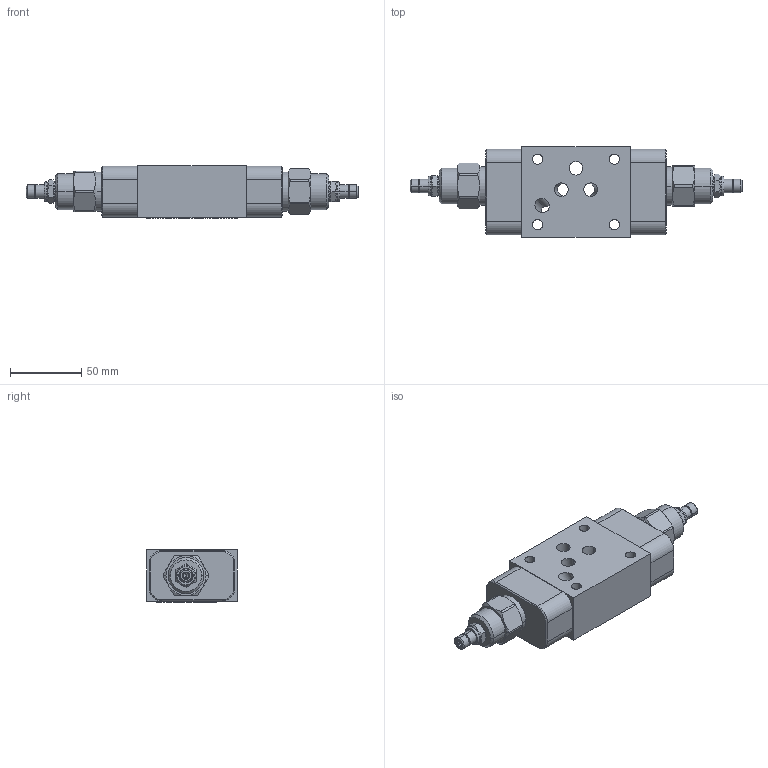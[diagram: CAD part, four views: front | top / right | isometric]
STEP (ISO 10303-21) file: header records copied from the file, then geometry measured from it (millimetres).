
FILE_DESCRIPTION((''),'2;1');
FILE_NAME('RPGCLAN-CBX_ASM','2020-03-10T',('ProEService'),(''),'PRO/ENGINEER BY PARAMETRIC TECHNOLOGY CORPORATION, 2014200','PRO/ENGINEER BY PARAMETRIC TECHNOLOGY CORPORATION, 2014200','');
FILE_SCHEMA(('CONFIG_CONTROL_DESIGN'));
Length unit declared in the file: inch
Products named in the file (4): 150-226; 500-001-014; RPGCLAN; RPGCLAN-CBX_ASM
Assembly tree (8 placements, depth 2):
  RPGCLAN-CBX_ASM
    150-226
    500-001-014  x5
    RPGCLAN  x2
Bounding box: 233.38 x 63.5 x 37.06 mm (x, y, z)
Volume: 295176.7 mm3; surface area: 66028.6 mm2
Topology: 12 solids, 14 shells, 520 faces, 1421 edges, 1062 vertices
Faces by surface type: cylinder 184, plane 141, cone 98, torus 54, revolution 36, sphere 7
Entity records: 13574 total; most frequent: CARTESIAN_POINT 4833, DIRECTION 1862, ORIENTED_EDGE 1572, EDGE_CURVE 786, AXIS2_PLACEMENT_3D 691, VERTEX_POINT 490, VECTOR 468, LINE 468
